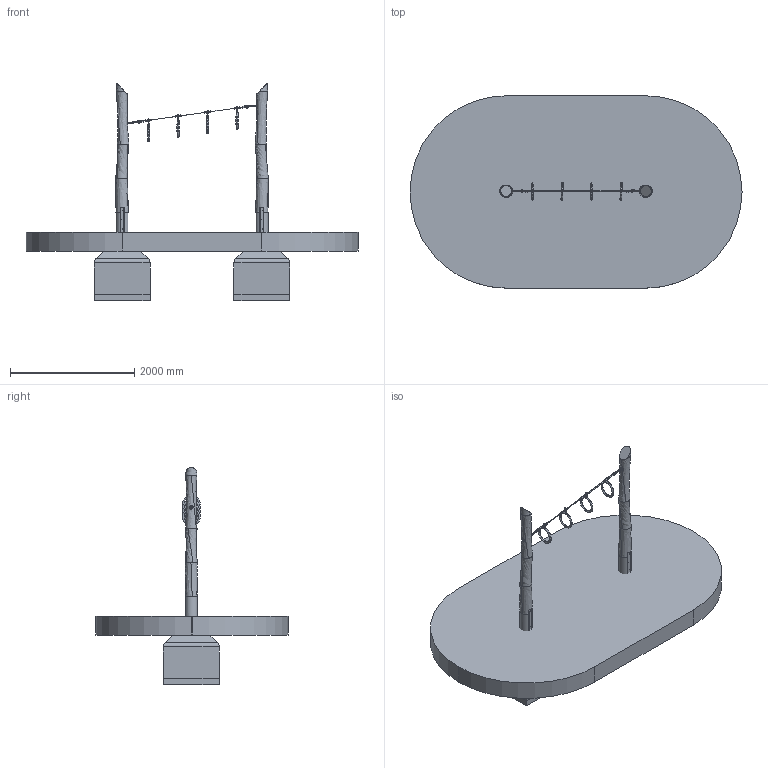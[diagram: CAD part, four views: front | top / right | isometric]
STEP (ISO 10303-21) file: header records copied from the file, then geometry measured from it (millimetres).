
FILE_DESCRIPTION (( 'STEP AP214' ), '1' );
FILE_NAME ('4591-30-16-R.STEP', '2014-07-03T06:32:37', ( '' ), ( '' ), 'SwSTEP 2.0', 'SolidWorks 2014', '' );
FILE_SCHEMA (( 'AUTOMOTIVE_DESIGN' ));
Length unit declared in the file: millimetre
Products named in the file (21): Robieniepfosten_4591-30-16-2-R - Kopie; Robieniepfosten_4591-30-16-R; Fundament 4591-30-15-R; Sicherheitslache 4591-30-13-R; Sicherheitsbereich 4591-30-15-R; FLATCKTT 0.19-16-type I-AB-1.375-N_FLATCKTT 0.19-16-type I-AB-1.375-N; Seilstopper einteilig; 4591-30-16-R; Drehwirbel Hangelringe; Senkschraube ISO 7046-1_ISO 7046-1 - M10 x 50 - Z --- 38N; Haltering; Zylinderschraube mit Innensechskant ISO 4762_ISO 4762 M10 x 16 --- 16N; Kette Tragseil; 6er Kettenglied_1; Hintere Scheibe4; Vordere Scheibe4; Baugruppe1 Tragseil; 55-02-06-08 - Kettenschäkel; 457-04 - Kunststoff Kausche_Blau; Tragseil Halteringe_Standard<Wie bearbeitet>
Assembly tree (66 placements, depth 3):
  4591-30-16-R
    Sicherheitsbereich 4591-30-15-R
    Fundament 4591-30-15-R
    Robieniepfosten_4591-30-16-R
    Robieniepfosten_4591-30-16-2-R - Kopie
    Baugruppe1 Tragseil
      Tragseil Halteringe_Standard<Wie bearbeitet>
      457-04 - Kunststoff Kausche_Blau  x2
      55-02-06-08 - Kettenschäkel  x2
    Vordere Scheibe4  x2
    Hintere Scheibe4  x2
    Kette Tragseil  x6
      6er Kettenglied_1
    6er Kettenglied_1  x15
    Drehwirbel Hangelringe  x4
      Drehwirbel Hangelringe
      Zylinderschraube mit Innensechskant ISO 4762_ISO 4762 M10 x 16 --- 16N
      Haltering
      Senkschraube ISO 7046-1_ISO 7046-1 - M10 x 50 - Z --- 38N
    Seilstopper einteilig  x8
    FLATCKTT 0.19-16-type I-AB-1.375-N_FLATCKTT 0.19-16-type I-AB-1.375-N  x10
    Sicherheitslache 4591-30-13-R  x4
Bounding box: 5350 x 3100 x 3502.71 mm (x, y, z)
Volume: 5810639134.2 mm3; surface area: 50415621.1 mm2
Topology: 95 solids, 95 shells, 2062 faces, 4792 edges, 2824 vertices
Faces by surface type: cylinder 754, plane 600, torus 418, cone 168, bspline 114, sphere 8
Entity records: 29607 total; most frequent: CARTESIAN_POINT 14225, DIRECTION 2824, ORIENTED_EDGE 2790, EDGE_CURVE 1395, AXIS2_PLACEMENT_3D 1131, VERTEX_POINT 858, EDGE_LOOP 637, FACE_OUTER_BOUND 590
